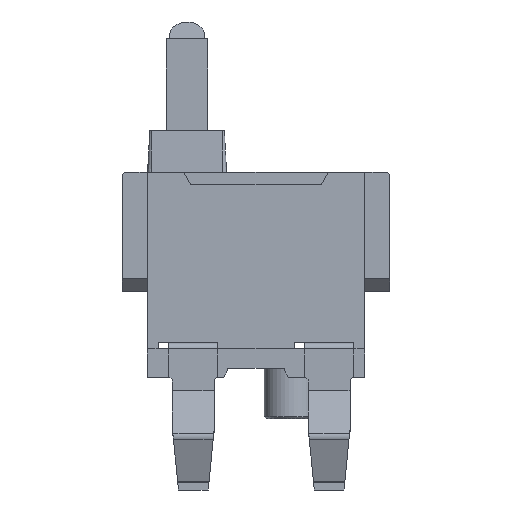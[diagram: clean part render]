
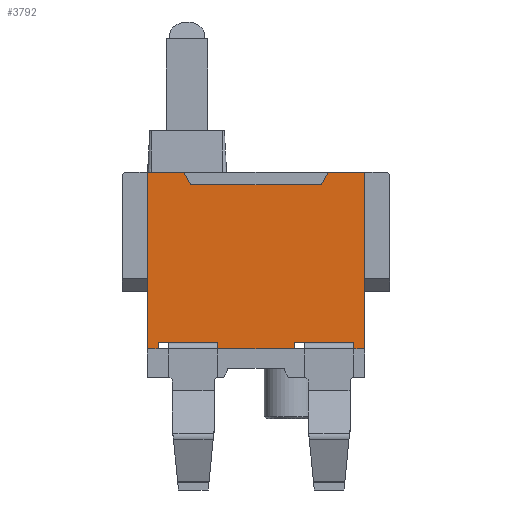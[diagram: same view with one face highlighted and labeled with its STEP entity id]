
A CAD part, front view. The second image highlights one B-rep face of the part: STEP entity #3792.
In plain terms, the highlighted planar face has unit normal (0, -1, 0).
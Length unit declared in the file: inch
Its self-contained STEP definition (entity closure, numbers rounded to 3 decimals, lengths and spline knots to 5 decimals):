
#138=DIRECTION('',(-1.,0.,0.));
#139=VECTOR('',#138,0.04646);
#140=CARTESIAN_POINT('',(0.09213,-0.05906,
0.03248));
#141=LINE('',#140,#139);
#142=DIRECTION('',(1.,0.,0.));
#143=VECTOR('',#142,0.00984);
#144=CARTESIAN_POINT('',(0.03583,-0.05906,
0.03248));
#145=LINE('',#144,#143);
#146=DIRECTION('',(0.,0.,1.));
#147=VECTOR('',#146,0.00591);
#148=CARTESIAN_POINT('',(0.03583,-0.05906,
0.02657));
#149=LINE('',#148,#147);
#150=DIRECTION('',(1.,0.,0.));
#151=VECTOR('',#150,0.07165);
#152=CARTESIAN_POINT('',(-0.03583,-0.05906,
0.02657));
#153=LINE('',#152,#151);
#154=DIRECTION('',(0.,0.,1.));
#155=VECTOR('',#154,0.00591);
#156=CARTESIAN_POINT('',(-0.03583,-0.05906,
0.02657));
#157=LINE('',#156,#155);
#158=DIRECTION('',(-1.,0.,0.));
#159=VECTOR('',#158,0.04646);
#160=CARTESIAN_POINT('',(-0.03583,-0.05906,
0.03248));
#161=LINE('',#160,#159);
#162=DIRECTION('',(-1.,0.,0.));
#163=VECTOR('',#162,0.00984);
#164=CARTESIAN_POINT('',(-0.08228,-0.05906,
0.03248));
#165=LINE('',#164,#163);
#166=DIRECTION('',(0.,0.,1.));
#167=VECTOR('',#166,0.00591);
#168=CARTESIAN_POINT('',(-0.09213,-0.05906,
0.02657));
#169=LINE('',#168,#167);
#170=DIRECTION('',(1.,0.,0.));
#171=VECTOR('',#170,0.01024);
#172=CARTESIAN_POINT('',(-0.10236,-0.05906,
0.02657));
#173=LINE('',#172,#171);
#174=DIRECTION('',(0.,0.,1.));
#175=VECTOR('',#174,0.16634);
#176=CARTESIAN_POINT('',(-0.10236,-0.05906,
0.02657));
#177=LINE('',#176,#175);
#178=DIRECTION('',(-0.495,0.,0.869));
#179=VECTOR('',#178,0.01314);
#180=CARTESIAN_POINT('',(-0.06161,-0.05906,
0.1815));
#181=LINE('',#180,#179);
#182=DIRECTION('',(-1.,0.,0.));
#183=VECTOR('',#182,0.12323);
#184=CARTESIAN_POINT('',(0.06161,-0.05906,
0.1815));
#185=LINE('',#184,#183);
#186=DIRECTION('',(-0.495,0.,-0.869));
#187=VECTOR('',#186,0.01314);
#188=CARTESIAN_POINT('',(0.06811,-0.05906,
0.19291));
#189=LINE('',#188,#187);
#190=DIRECTION('',(1.,0.,0.));
#191=VECTOR('',#190,0.01024);
#192=CARTESIAN_POINT('',(0.09213,-0.05906,
0.02657));
#193=LINE('',#192,#191);
#194=DIRECTION('',(0.,0.,1.));
#195=VECTOR('',#194,0.00591);
#196=CARTESIAN_POINT('',(0.09213,-0.05906,
0.02657));
#197=LINE('',#196,#195);
#1072=DIRECTION('',(0.,0.,1.));
#1073=VECTOR('',#1072,0.16634);
#1074=CARTESIAN_POINT('',(0.10236,-0.05906,
0.02657));
#1075=LINE('',#1074,#1073);
#1160=DIRECTION('',(1.,0.,0.));
#1161=VECTOR('',#1160,0.03425);
#1162=CARTESIAN_POINT('',(-0.10236,-0.05906,
0.19291));
#1163=LINE('',#1162,#1161);
#1248=DIRECTION('',(1.,0.,0.));
#1249=VECTOR('',#1248,0.03425);
#1250=CARTESIAN_POINT('',(0.06811,-0.05906,
0.19291));
#1251=LINE('',#1250,#1249);
#2836=CARTESIAN_POINT('',(0.10236,-0.05906,
0.19291));
#2837=VERTEX_POINT('',#2836);
#3101=CARTESIAN_POINT('',(0.06161,-0.05906,
0.1815));
#3102=VERTEX_POINT('',#3101);
#3103=CARTESIAN_POINT('',(-0.06161,-0.05906,
0.1815));
#3104=VERTEX_POINT('',#3103);
#3105=CARTESIAN_POINT('',(0.06811,-0.05906,
0.19291));
#3106=VERTEX_POINT('',#3105);
#3107=CARTESIAN_POINT('',(-0.06811,-0.05906,
0.19291));
#3108=VERTEX_POINT('',#3107);
#3109=CARTESIAN_POINT('',(-0.10236,-0.05906,
0.19291));
#3110=VERTEX_POINT('',#3109);
#3153=CARTESIAN_POINT('',(0.10236,-0.05906,
0.02657));
#3154=VERTEX_POINT('',#3153);
#3165=CARTESIAN_POINT('',(-0.10236,-0.05906,
0.02657));
#3166=VERTEX_POINT('',#3165);
#3196=CARTESIAN_POINT('',(0.03583,-0.05906,
0.03248));
#3198=VERTEX_POINT('',#3196);
#3203=CARTESIAN_POINT('',(-0.09213,-0.05906,
0.03248));
#3205=VERTEX_POINT('',#3203);
#3207=CARTESIAN_POINT('',(0.03583,-0.05906,
0.02657));
#3208=VERTEX_POINT('',#3207);
#3209=CARTESIAN_POINT('',(-0.09213,-0.05906,
0.02657));
#3210=VERTEX_POINT('',#3209);
#3539=CARTESIAN_POINT('',(0.09213,-0.05906,
0.03248));
#3540=CARTESIAN_POINT('',(0.04567,-0.05906,
0.03248));
#3541=VERTEX_POINT('',#3539);
#3542=VERTEX_POINT('',#3540);
#3543=CARTESIAN_POINT('',(0.09213,-0.05906,
0.02657));
#3544=VERTEX_POINT('',#3543);
#3545=CARTESIAN_POINT('',(-0.03583,-0.05906,
0.03248));
#3546=CARTESIAN_POINT('',(-0.08228,-0.05906,
0.03248));
#3547=VERTEX_POINT('',#3545);
#3548=VERTEX_POINT('',#3546);
#3549=CARTESIAN_POINT('',(-0.03583,-0.05906,
0.02657));
#3550=VERTEX_POINT('',#3549);
#3751=CARTESIAN_POINT('',(-0.10236,-0.05906,0.));
#3752=DIRECTION('',(0.,-1.,0.));
#3753=DIRECTION('',(1.,0.,0.));
#3754=AXIS2_PLACEMENT_3D('',#3751,#3752,#3753);
#3755=PLANE('',#3754);
#3757=ORIENTED_EDGE('',*,*,#3756,.T.);
#3759=ORIENTED_EDGE('',*,*,#3758,.F.);
#3761=ORIENTED_EDGE('',*,*,#3760,.F.);
#3763=ORIENTED_EDGE('',*,*,#3762,.F.);
#3765=ORIENTED_EDGE('',*,*,#3764,.T.);
#3767=ORIENTED_EDGE('',*,*,#3766,.T.);
#3769=ORIENTED_EDGE('',*,*,#3768,.T.);
#3771=ORIENTED_EDGE('',*,*,#3770,.F.);
#3773=ORIENTED_EDGE('',*,*,#3772,.F.);
#3775=ORIENTED_EDGE('',*,*,#3774,.T.);
#3777=ORIENTED_EDGE('',*,*,#3776,.T.);
#3779=ORIENTED_EDGE('',*,*,#3778,.F.);
#3781=ORIENTED_EDGE('',*,*,#3780,.F.);
#3783=ORIENTED_EDGE('',*,*,#3782,.F.);
#3785=ORIENTED_EDGE('',*,*,#3784,.T.);
#3787=ORIENTED_EDGE('',*,*,#3786,.F.);
#3788=ORIENTED_EDGE('',*,*,#3701,.F.);
#3789=ORIENTED_EDGE('',*,*,#3741,.T.);
#3790=EDGE_LOOP('',(#3757,#3759,#3761,#3763,#3765,#3767,#3769,#3771,#3773,#3775,
#3777,#3779,#3781,#3783,#3785,#3787,#3788,#3789));
#3791=FACE_OUTER_BOUND('',#3790,.F.);
#3792=ADVANCED_FACE('',(#3791),#3755,.T.);
#3701=EDGE_CURVE('',#3544,#3154,#193,.T.);
#3741=EDGE_CURVE('',#3544,#3541,#197,.T.);
#3756=EDGE_CURVE('',#3541,#3542,#141,.T.);
#3758=EDGE_CURVE('',#3198,#3542,#145,.T.);
#3760=EDGE_CURVE('',#3208,#3198,#149,.T.);
#3762=EDGE_CURVE('',#3550,#3208,#153,.T.);
#3764=EDGE_CURVE('',#3550,#3547,#157,.T.);
#3766=EDGE_CURVE('',#3547,#3548,#161,.T.);
#3768=EDGE_CURVE('',#3548,#3205,#165,.T.);
#3770=EDGE_CURVE('',#3210,#3205,#169,.T.);
#3772=EDGE_CURVE('',#3166,#3210,#173,.T.);
#3774=EDGE_CURVE('',#3166,#3110,#177,.T.);
#3776=EDGE_CURVE('',#3110,#3108,#1163,.T.);
#3778=EDGE_CURVE('',#3104,#3108,#181,.T.);
#3780=EDGE_CURVE('',#3102,#3104,#185,.T.);
#3782=EDGE_CURVE('',#3106,#3102,#189,.T.);
#3784=EDGE_CURVE('',#3106,#2837,#1251,.T.);
#3786=EDGE_CURVE('',#3154,#2837,#1075,.T.);
